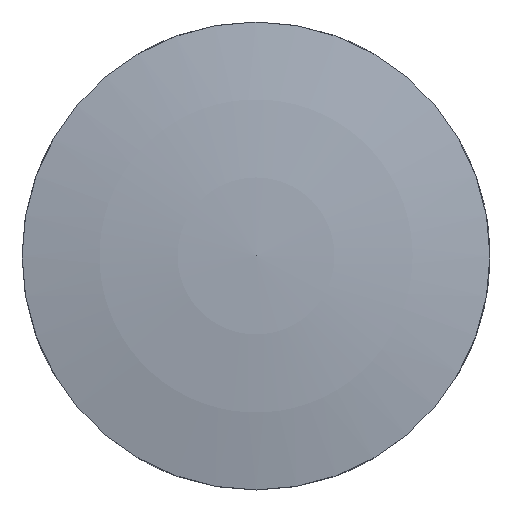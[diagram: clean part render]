
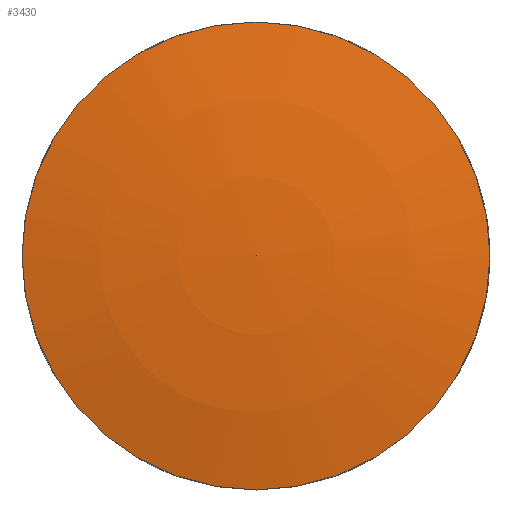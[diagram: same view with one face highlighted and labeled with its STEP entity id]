
A CAD part, top view. The second image highlights one B-rep face of the part: STEP entity #3430.
In plain terms, the highlighted spherical face has radius 144.094 mm.
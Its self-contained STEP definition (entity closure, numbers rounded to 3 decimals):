
#3314 = VERTEX_POINT('',#3315);
#3315 = CARTESIAN_POINT('',(29.25,0.,4.5));
#3321 = EDGE_CURVE('',#3314,#3314,#3322,.T.);
#3322 = CIRCLE('',#3323,29.25);
#3323 = AXIS2_PLACEMENT_3D('',#3324,#3325,#3326);
#3324 = CARTESIAN_POINT('',(0.,0.,4.5));
#3325 = DIRECTION('',(-0.,0.,1.));
#3326 = DIRECTION('',(1.,0.,0.));
#3430 = ADVANCED_FACE('',(#3431),#3444,.T.);
#3431 = FACE_BOUND('',#3432,.T.);
#3432 = EDGE_LOOP('',(#3433,#3442,#3443));
#3433 = ORIENTED_EDGE('',*,*,#3434,.F.);
#3434 = EDGE_CURVE('',#3314,#3435,#3437,.T.);
#3435 = VERTEX_POINT('',#3436);
#3436 = CARTESIAN_POINT('',(0.,0.,7.5));
#3437 = CIRCLE('',#3438,144.094);
#3438 = AXIS2_PLACEMENT_3D('',#3439,#3440,#3441);
#3439 = CARTESIAN_POINT('',(0.,0.,
    -136.594));
#3440 = DIRECTION('',(0.,-1.,0.));
#3441 = DIRECTION('',(1.,0.,0.));
#3442 = ORIENTED_EDGE('',*,*,#3321,.T.);
#3443 = ORIENTED_EDGE('',*,*,#3434,.T.);
#3444 = SPHERICAL_SURFACE('',#3445,144.094);
#3445 = AXIS2_PLACEMENT_3D('',#3446,#3447,#3448);
#3446 = CARTESIAN_POINT('',(0.,0.,
    -136.594));
#3447 = DIRECTION('',(0.,0.,1.));
#3448 = DIRECTION('',(1.,0.,0.));
